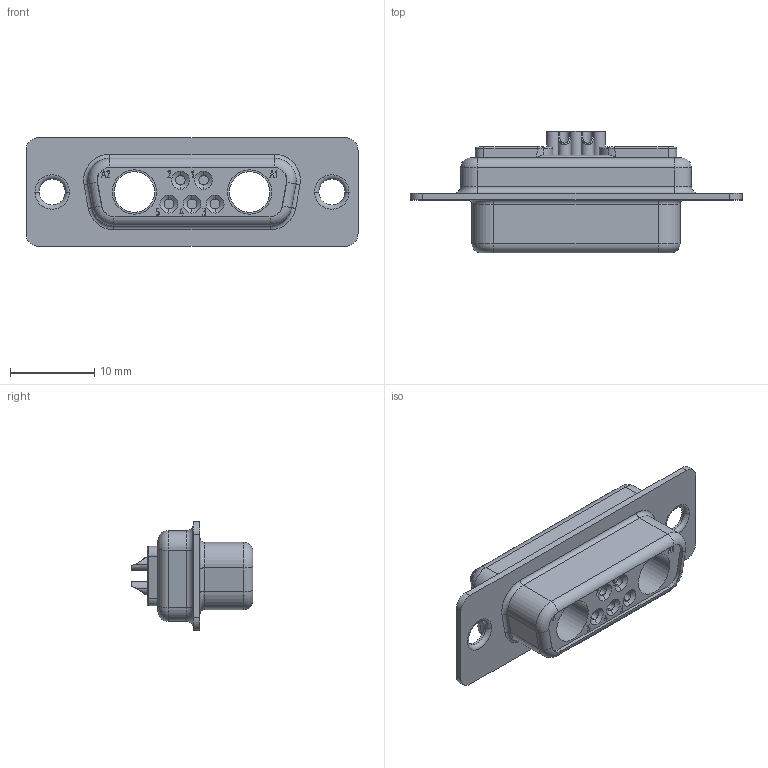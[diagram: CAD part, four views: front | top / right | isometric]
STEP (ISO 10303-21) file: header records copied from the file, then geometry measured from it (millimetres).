
FILE_DESCRIPTION(('Creo Elements/Direct Modeling STEP Export'),'2;1');
FILE_NAME('model.stp','2019-03-20T20:20:22',(''),(''),'Creo Elements/Direct Modeling STEP processor for AP214 (Solid Model)','Creo Elements/Direct Modeling 20.1A 29-Sep-2018 (C) Parametric Technology GmbH','');
FILE_SCHEMA(('AUTOMOTIVE_DESIGN { 1 0 10303 214 1 1 1 1 }'));
Length unit declared in the file: millimetre
Products named in the file (2): VS-15-BU-DSUB-2P-5S
Assembly tree (1 placements, depth 2):
  VS-15-BU-DSUB-2P-5S
    VS-15-BU-DSUB-2P-5S
Bounding box: 39.52 x 14.5 x 12.93 mm (x, y, z)
Volume: 2330.8 mm3; surface area: 2289.1 mm2
Topology: 1 solids, 1 shells, 542 faces, 1448 edges, 944 vertices
Faces by surface type: plane 273, cylinder 147, extrusion 72, torus 22, bspline 18, cone 10
Entity records: 25780 total; most frequent: CARTESIAN_POINT 8285, ORIENTED_EDGE 2896, DIRECTION 2379, EDGE_CURVE 1448, VECTOR 1031, LINE 959, VERTEX_POINT 944, AXIS2_PLACEMENT_3D 674
